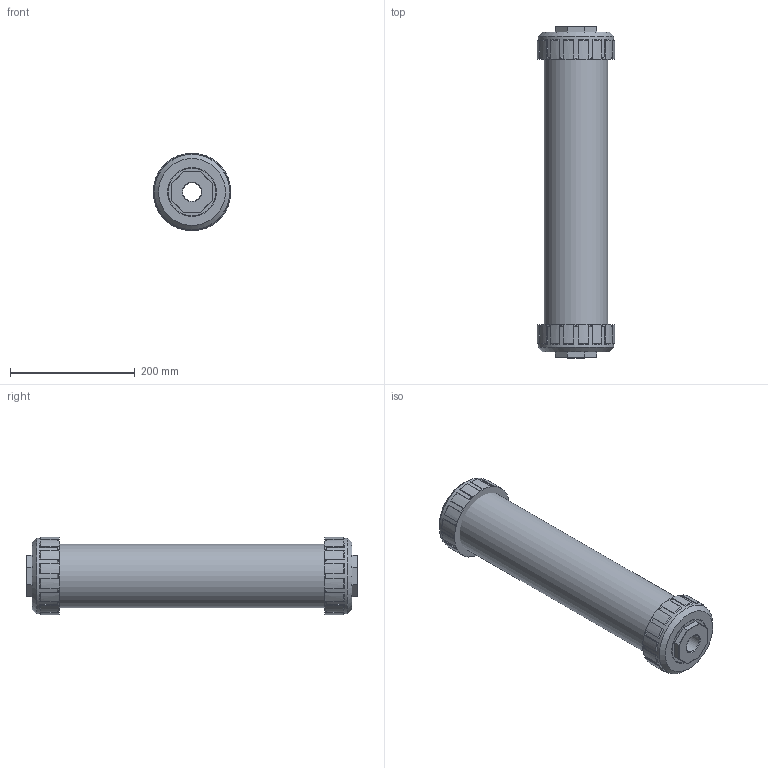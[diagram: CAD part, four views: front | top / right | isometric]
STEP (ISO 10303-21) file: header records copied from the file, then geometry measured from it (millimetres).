
FILE_DESCRIPTION((''),'2;1');
FILE_NAME('CVG-2000-SS-10N_R2.iam.stp','2016-10-28T12:28:44',(''),(''),'Autodesk Inventor 2009','Autodesk Inventor 2009','');
FILE_SCHEMA(('AUTOMOTIVE_DESIGN { 1 0 10303 214 1 1 1 1 }'));
Length unit declared in the file: inch
Products named in the file (5): CVG-2000-SS-10N_R2; CVG-3-2000-METAL-NPT-10_R4; CVG-1-2000-A_R0; CVG-6-2000; CVG-2-2000_R5
Assembly tree (6 placements, depth 2):
  CVG-2000-SS-10N_R2
    CVG-3-2000-METAL-NPT-10_R4  x2
    CVG-1-2000-A_R0
    CVG-6-2000  x2
    CVG-2-2000_R5
Bounding box: 124.21 x 532.38 x 124.21 mm (x, y, z)
Volume: 1681724.3 mm3; surface area: 702444.8 mm2
Topology: 6 solids, 6 shells, 310 faces, 738 edges, 462 vertices
Faces by surface type: plane 100, cone 72, bspline 72, cylinder 64, torus 2
Full cylindrical faces by diameter (mm): 29.369 x2, 71.755 x2, 76.454 x2, 76.835 x2, 78.105 x2, 80.01 x1, 84.988 x1, 86.36 x2, 86.665 x2, 90.17 x6, 90.932 x1, 94.996 x2, 97.003 x16, 100.203 x14, 101.6 x1, 121.158 x2, 124.206 x2
Entity records: 10851 total; most frequent: CARTESIAN_POINT 7099, DIRECTION 738, ORIENTED_EDGE 678, EDGE_CURVE 339, AXIS2_PLACEMENT_3D 281, VERTEX_POINT 245, EDGE_LOOP 240, VECTOR 176
